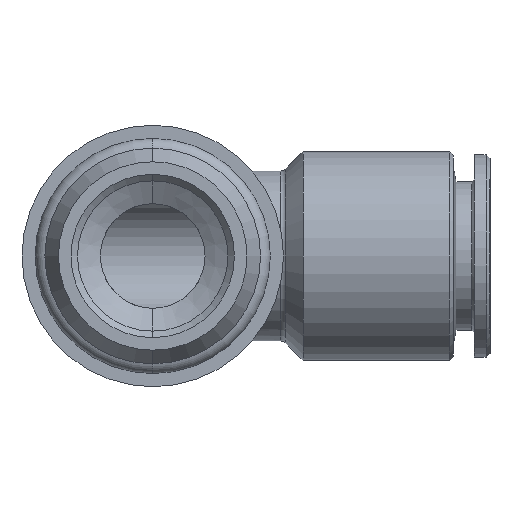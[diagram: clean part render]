
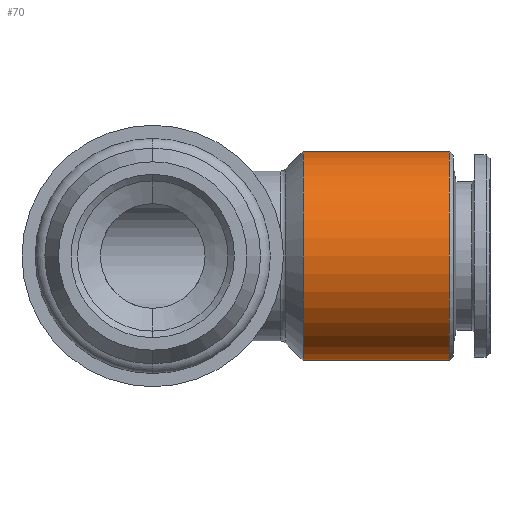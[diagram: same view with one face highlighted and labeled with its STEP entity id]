
A CAD part, front view. The second image highlights one B-rep face of the part: STEP entity #70.
In plain terms, the highlighted cylindrical face has radius 8 mm (diameter 16 mm), a partial arc.
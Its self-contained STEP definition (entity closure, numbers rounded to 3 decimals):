
#66 = ORIENTED_EDGE ( 'NONE', *, *, #183, .T. ) ;
#68 = ORIENTED_EDGE ( 'NONE', *, *, #72, .T. ) ;
#69 = ORIENTED_EDGE ( 'NONE', *, *, #2747, .F. ) ;
#70 = ADVANCED_FACE ( 'NONE', ( #471 ), #470, .T. ) ;
#71 = EDGE_LOOP ( 'NONE', ( #69, #68, #153, #66 ) ) ;
#72 = EDGE_CURVE ( 'NONE', #2743, #2742, #503, .T. ) ;
#153 = ORIENTED_EDGE ( 'NONE', *, *, #2702, .T. ) ;
#183 = EDGE_CURVE ( 'NONE', #2544, #2545, #636, .T. ) ;
#470 = CYLINDRICAL_SURFACE ( 'NONE', #498, 8. ) ;
#471 = FACE_OUTER_BOUND ( 'NONE', #71, .T. ) ;
#474 = DIRECTION ( 'NONE',  ( 0., 0., 1. ) ) ;
#490 = DIRECTION ( 'NONE',  ( 0., 0., 1. ) ) ;
#493 = CARTESIAN_POINT ( 'NONE',  ( 22.7, 0., 0. ) ) ;
#495 = CARTESIAN_POINT ( 'NONE',  ( 0., 0., 0. ) ) ;
#498 = AXIS2_PLACEMENT_3D ( 'NONE', #495, #522, #490 ) ;
#499 = DIRECTION ( 'NONE',  ( -1., 0., 0. ) ) ;
#502 = AXIS2_PLACEMENT_3D ( 'NONE', #493, #499, #474 ) ;
#503 = CIRCLE ( 'NONE', #502, 8. ) ;
#522 = DIRECTION ( 'NONE',  ( -1., 0., 0. ) ) ;
#635 = AXIS2_PLACEMENT_3D ( 'NONE', #652, #659, #658 ) ;
#636 = CIRCLE ( 'NONE', #635, 8. ) ;
#652 = CARTESIAN_POINT ( 'NONE',  ( 11.5, 0., 0. ) ) ;
#658 = DIRECTION ( 'NONE',  ( 0., 0., -1. ) ) ;
#659 = DIRECTION ( 'NONE',  ( 1., 0., 0. ) ) ;
#1402 = CARTESIAN_POINT ( 'NONE',  ( 11.5, 0., 8. ) ) ;
#1428 = CARTESIAN_POINT ( 'NONE',  ( 11.5, 0., -8. ) ) ;
#2025 = VECTOR ( 'NONE', #2034, 1000. ) ;
#2030 = LINE ( 'NONE', #2035, #2025 ) ;
#2034 = DIRECTION ( 'NONE',  ( -1., 0., 0. ) ) ;
#2035 = CARTESIAN_POINT ( 'NONE',  ( 0., 0., 8. ) ) ;
#2089 = DIRECTION ( 'NONE',  ( -1., 0., 0. ) ) ;
#2090 = VECTOR ( 'NONE', #2089, 1000. ) ;
#2091 = CARTESIAN_POINT ( 'NONE',  ( 0., 0., -8. ) ) ;
#2095 = LINE ( 'NONE', #2091, #2090 ) ;
#2097 = CARTESIAN_POINT ( 'NONE',  ( 22.7, 0., -8. ) ) ;
#2123 = CARTESIAN_POINT ( 'NONE',  ( 22.7, 0., 8. ) ) ;
#2544 = VERTEX_POINT ( 'NONE', #1402 ) ;
#2545 = VERTEX_POINT ( 'NONE', #1428 ) ;
#2702 = EDGE_CURVE ( 'NONE', #2742, #2544, #2030, .T. ) ;
#2742 = VERTEX_POINT ( 'NONE', #2123 ) ;
#2743 = VERTEX_POINT ( 'NONE', #2097 ) ;
#2747 = EDGE_CURVE ( 'NONE', #2743, #2545, #2095, .T. ) ;
